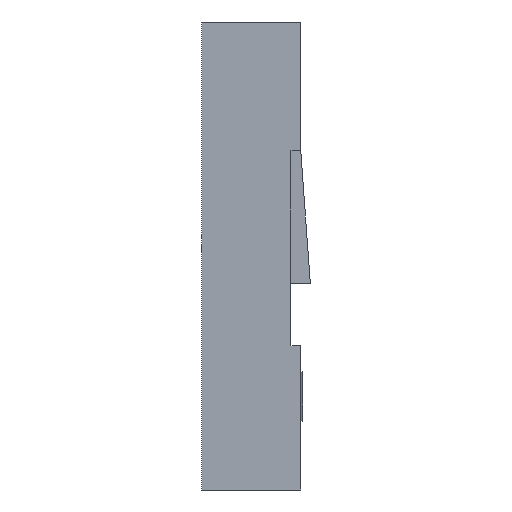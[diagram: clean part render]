
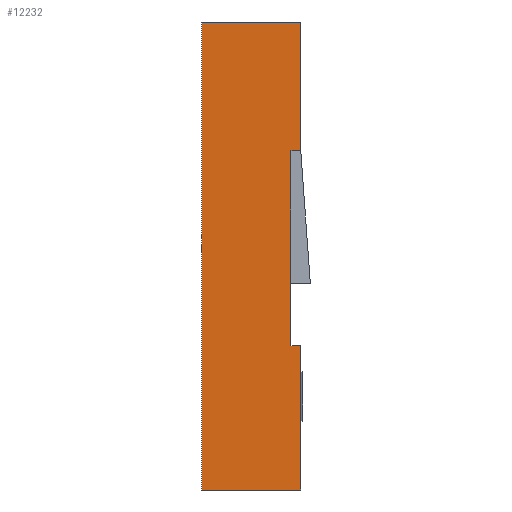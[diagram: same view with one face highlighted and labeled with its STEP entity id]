
A CAD part, left-side view. The second image highlights one B-rep face of the part: STEP entity #12232.
In plain terms, the highlighted planar face has unit normal (-1, 0, 0).
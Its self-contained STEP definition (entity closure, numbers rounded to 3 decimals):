
#2601 = CARTESIAN_POINT ( 'NONE',  ( -24.13, 4.588, 3.7 ) ) ;
#3973 = EDGE_CURVE ( 'NONE', #28828, #22758, #23313, .T. ) ;
#4051 = CARTESIAN_POINT ( 'NONE',  ( -24.13, -1.27, 3.7 ) ) ;
#4304 = CARTESIAN_POINT ( 'NONE',  ( -24.13, -1.02, 8.7 ) ) ;
#4541 = CARTESIAN_POINT ( 'NONE',  ( -24.13, -1.02, 8.7 ) ) ;
#5493 = VECTOR ( 'NONE', #28724, 1000. ) ;
#5649 = DIRECTION ( 'NONE',  ( 0., -1., 0. ) ) ;
#5683 = LINE ( 'NONE', #21076, #20070 ) ;
#6586 = DIRECTION ( 'NONE',  ( 0., 1., 0. ) ) ;
#6618 = VECTOR ( 'NONE', #6675, 1000. ) ;
#6675 = DIRECTION ( 'NONE',  ( 0., 0., 1. ) ) ;
#7439 = CARTESIAN_POINT ( 'NONE',  ( -24.13, -1.27, 12. ) ) ;
#7476 = EDGE_CURVE ( 'NONE', #15347, #14772, #13394, .T. ) ;
#7876 = DIRECTION ( 'NONE',  ( 0., 0., -1. ) ) ;
#9359 = VECTOR ( 'NONE', #29925, 1000. ) ;
#9386 = ORIENTED_EDGE ( 'NONE', *, *, #3973, .F. ) ;
#11380 = EDGE_CURVE ( 'NONE', #17160, #31900, #27961, .T. ) ;
#12232 = ADVANCED_FACE ( 'NONE', ( #24154 ), #24318, .F. ) ;
#12501 = EDGE_CURVE ( 'NONE', #26850, #27795, #25319, .T. ) ;
#12588 = LINE ( 'NONE', #2601, #14618 ) ;
#12697 = CARTESIAN_POINT ( 'NONE',  ( -24.13, -1.27, 12. ) ) ;
#12759 = CARTESIAN_POINT ( 'NONE',  ( -24.13, -1.27, 12. ) ) ;
#13394 = LINE ( 'NONE', #4541, #6618 ) ;
#13452 = ORIENTED_EDGE ( 'NONE', *, *, #12501, .F. ) ;
#13515 = EDGE_LOOP ( 'NONE', ( #32862, #28482, #9386, #13898, #23973, #21094, #13452, #13544 ) ) ;
#13544 = ORIENTED_EDGE ( 'NONE', *, *, #20658, .F. ) ;
#13898 = ORIENTED_EDGE ( 'NONE', *, *, #16349, .F. ) ;
#14618 = VECTOR ( 'NONE', #28361, 1000. ) ;
#14772 = VERTEX_POINT ( 'NONE', #4304 ) ;
#15196 = EDGE_CURVE ( 'NONE', #14772, #22758, #25750, .T. ) ;
#15347 = VERTEX_POINT ( 'NONE', #33108 ) ;
#15562 = EDGE_CURVE ( 'NONE', #31900, #27795, #5683, .T. ) ;
#15914 = VECTOR ( 'NONE', #17922, 1000. ) ;
#16112 = VECTOR ( 'NONE', #7876, 1000. ) ;
#16349 = EDGE_CURVE ( 'NONE', #17160, #28828, #23845, .T. ) ;
#16413 = DIRECTION ( 'NONE',  ( 1., 0., 0. ) ) ;
#17160 = VERTEX_POINT ( 'NONE', #17490 ) ;
#17490 = CARTESIAN_POINT ( 'NONE',  ( -24.13, 1.27, 12. ) ) ;
#17922 = DIRECTION ( 'NONE',  ( 0., 0., -1. ) ) ;
#20070 = VECTOR ( 'NONE', #5649, 1000. ) ;
#20658 = EDGE_CURVE ( 'NONE', #15347, #26850, #12588, .T. ) ;
#20867 = CARTESIAN_POINT ( 'NONE',  ( -24.13, -1.27, 8.7 ) ) ;
#21076 = CARTESIAN_POINT ( 'NONE',  ( -24.13, 0., 0. ) ) ;
#21094 = ORIENTED_EDGE ( 'NONE', *, *, #15562, .T. ) ;
#21445 = CARTESIAN_POINT ( 'NONE',  ( -24.13, 1.27, 0. ) ) ;
#22128 = VECTOR ( 'NONE', #26832, 1000. ) ;
#22424 = AXIS2_PLACEMENT_3D ( 'NONE', #31800, #16413, #6586 ) ;
#22758 = VERTEX_POINT ( 'NONE', #20867 ) ;
#23313 = LINE ( 'NONE', #7439, #9359 ) ;
#23845 = LINE ( 'NONE', #31112, #5493 ) ;
#23973 = ORIENTED_EDGE ( 'NONE', *, *, #11380, .T. ) ;
#24154 = FACE_OUTER_BOUND ( 'NONE', #13515, .T. ) ;
#24318 = PLANE ( 'NONE',  #22424 ) ;
#25319 = LINE ( 'NONE', #12759, #16112 ) ;
#25750 = LINE ( 'NONE', #26715, #22128 ) ;
#26715 = CARTESIAN_POINT ( 'NONE',  ( -24.13, 4.588, 8.7 ) ) ;
#26832 = DIRECTION ( 'NONE',  ( 0., -1., 0. ) ) ;
#26850 = VERTEX_POINT ( 'NONE', #4051 ) ;
#27795 = VERTEX_POINT ( 'NONE', #31522 ) ;
#27961 = LINE ( 'NONE', #33072, #15914 ) ;
#28361 = DIRECTION ( 'NONE',  ( 0., -1., 0. ) ) ;
#28482 = ORIENTED_EDGE ( 'NONE', *, *, #15196, .T. ) ;
#28724 = DIRECTION ( 'NONE',  ( 0., -1., 0. ) ) ;
#28828 = VERTEX_POINT ( 'NONE', #12697 ) ;
#29925 = DIRECTION ( 'NONE',  ( 0., 0., -1. ) ) ;
#31112 = CARTESIAN_POINT ( 'NONE',  ( -24.13, 0., 12. ) ) ;
#31522 = CARTESIAN_POINT ( 'NONE',  ( -24.13, -1.27, 0. ) ) ;
#31800 = CARTESIAN_POINT ( 'NONE',  ( -24.13, 0., 12. ) ) ;
#31900 = VERTEX_POINT ( 'NONE', #21445 ) ;
#32862 = ORIENTED_EDGE ( 'NONE', *, *, #7476, .T. ) ;
#33072 = CARTESIAN_POINT ( 'NONE',  ( -24.13, 1.27, 12. ) ) ;
#33108 = CARTESIAN_POINT ( 'NONE',  ( -24.13, -1.02, 3.7 ) ) ;
